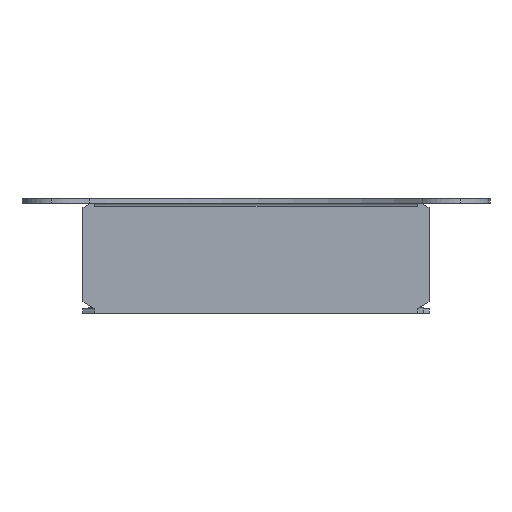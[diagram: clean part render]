
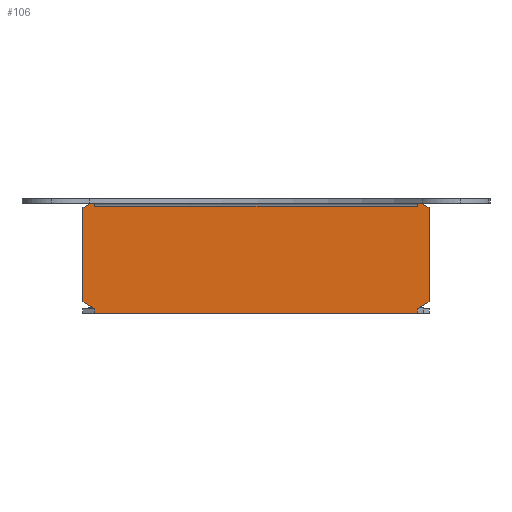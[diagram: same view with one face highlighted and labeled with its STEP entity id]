
A CAD part, front view. The second image highlights one B-rep face of the part: STEP entity #106.
In plain terms, the highlighted planar face has unit normal (0, -1, 0).
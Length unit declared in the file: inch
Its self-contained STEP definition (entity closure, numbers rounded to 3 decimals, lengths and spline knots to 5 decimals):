
#1 = VECTOR ( 'NONE', #1227, 39.37008 ) ;
#14 = VECTOR ( 'NONE', #340, 39.37008 ) ;
#42 = LINE ( 'NONE', #955, #1718 ) ;
#44 = VERTEX_POINT ( 'NONE', #1174 ) ;
#58 = LINE ( 'NONE', #366, #659 ) ;
#59 = EDGE_CURVE ( 'NONE', #1221, #1284, #761, .T. ) ;
#87 = CARTESIAN_POINT ( 'NONE',  ( 0.42015, -0.2617, 0. ) ) ;
#106 = ADVANCED_FACE ( 'NONE', ( #1095 ), #1384, .F. ) ;
#136 = LINE ( 'NONE', #727, #1405 ) ;
#188 = EDGE_CURVE ( 'NONE', #44, #867, #42, .T. ) ;
#217 = LINE ( 'NONE', #1075, #688 ) ;
#227 = LINE ( 'NONE', #264, #1073 ) ;
#255 = ORIENTED_EDGE ( 'NONE', *, *, #564, .F. ) ;
#264 = CARTESIAN_POINT ( 'NONE',  ( -0.38776, -0.2617, 0. ) ) ;
#308 = VERTEX_POINT ( 'NONE', #390 ) ;
#325 = DIRECTION ( 'NONE',  ( -0.866, 0., -0.5 ) ) ;
#340 = DIRECTION ( 'NONE',  ( -1., 0., 0. ) ) ;
#342 = CARTESIAN_POINT ( 'NONE',  ( -0.38776, -0.2617, 0.00591 ) ) ;
#365 = CARTESIAN_POINT ( 'NONE',  ( 0.44929, -0.2617, 0.26183 ) ) ;
#366 = CARTESIAN_POINT ( 'NONE',  ( -0.38776, -0.2617, -0.00591 ) ) ;
#372 = VERTEX_POINT ( 'NONE', #342 ) ;
#390 = CARTESIAN_POINT ( 'NONE',  ( -0.4169, -0.2617, 0.02273 ) ) ;
#409 = EDGE_CURVE ( 'NONE', #372, #308, #217, .T. ) ;
#410 = ORIENTED_EDGE ( 'NONE', *, *, #747, .T. ) ;
#412 = EDGE_CURVE ( 'NONE', #1378, #1507, #1533, .T. ) ;
#426 = EDGE_CURVE ( 'NONE', #496, #1422, #58, .T. ) ;
#496 = VERTEX_POINT ( 'NONE', #1265 ) ;
#514 = EDGE_CURVE ( 'NONE', #1378, #372, #227, .T. ) ;
#536 = DIRECTION ( 'NONE',  ( 0., 0., 1. ) ) ;
#564 = EDGE_CURVE ( 'NONE', #1133, #1221, #580, .T. ) ;
#580 = LINE ( 'NONE', #1329, #1316 ) ;
#583 = ORIENTED_EDGE ( 'NONE', *, *, #59, .F. ) ;
#607 = VECTOR ( 'NONE', #907, 39.37008 ) ;
#609 = DIRECTION ( 'NONE',  ( 0., 0., -1. ) ) ;
#610 = CARTESIAN_POINT ( 'NONE',  ( 0.10248, -0.2617, -0.1775 ) ) ;
#647 = CARTESIAN_POINT ( 'NONE',  ( 0., -0.2617, -0.00591 ) ) ;
#659 = VECTOR ( 'NONE', #944, 39.37008 ) ;
#660 = CARTESIAN_POINT ( 'NONE',  ( 0.44929, -0.2617, 0.25878 ) ) ;
#688 = VECTOR ( 'NONE', #1504, 39.37008 ) ;
#699 = EDGE_CURVE ( 'NONE', #44, #496, #1649, .T. ) ;
#708 = CARTESIAN_POINT ( 'NONE',  ( 0.42015, -0.2617, 0.27561 ) ) ;
#714 = CARTESIAN_POINT ( 'NONE',  ( 0.42015, -0.2617, 0.00591 ) ) ;
#718 = ORIENTED_EDGE ( 'NONE', *, *, #1339, .T. ) ;
#722 = CARTESIAN_POINT ( 'NONE',  ( -0.38776, -0.2617, -0.00591 ) ) ;
#727 = CARTESIAN_POINT ( 'NONE',  ( -0.21372, -0.2617, 0.37609 ) ) ;
#742 = VERTEX_POINT ( 'NONE', #1796 ) ;
#747 = EDGE_CURVE ( 'NONE', #1133, #867, #1642, .T. ) ;
#760 = LINE ( 'NONE', #1882, #1246 ) ;
#761 = LINE ( 'NONE', #610, #1659 ) ;
#810 = DIRECTION ( 'NONE',  ( 0., 0., 1. ) ) ;
#867 = VERTEX_POINT ( 'NONE', #708 ) ;
#907 = DIRECTION ( 'NONE',  ( -0.866, 0., 0.5 ) ) ;
#944 = DIRECTION ( 'NONE',  ( 0., 0., 1. ) ) ;
#949 = ORIENTED_EDGE ( 'NONE', *, *, #1631, .T. ) ;
#955 = CARTESIAN_POINT ( 'NONE',  ( 0.42015, -0.2617, -0.00591 ) ) ;
#980 = DIRECTION ( 'NONE',  ( 0., 0., 1. ) ) ;
#1024 = DIRECTION ( 'NONE',  ( -0.866, 0., -0.5 ) ) ;
#1073 = VECTOR ( 'NONE', #980, 39.37008 ) ;
#1075 = CARTESIAN_POINT ( 'NONE',  ( -0.09438, -0.2617, -0.16347 ) ) ;
#1095 = FACE_OUTER_BOUND ( 'NONE', #1785, .T. ) ;
#1109 = ORIENTED_EDGE ( 'NONE', *, *, #412, .T. ) ;
#1114 = VECTOR ( 'NONE', #536, 39.37008 ) ;
#1133 = VERTEX_POINT ( 'NONE', #660 ) ;
#1174 = CARTESIAN_POINT ( 'NONE',  ( 0.42015, -0.2617, 0.26183 ) ) ;
#1221 = VERTEX_POINT ( 'NONE', #1586 ) ;
#1227 = DIRECTION ( 'NONE',  ( 1., 0., 0. ) ) ;
#1232 = ORIENTED_EDGE ( 'NONE', *, *, #699, .T. ) ;
#1246 = VECTOR ( 'NONE', #609, 39.37008 ) ;
#1265 = CARTESIAN_POINT ( 'NONE',  ( -0.38776, -0.2617, 0.26183 ) ) ;
#1272 = ORIENTED_EDGE ( 'NONE', *, *, #409, .F. ) ;
#1284 = VERTEX_POINT ( 'NONE', #714 ) ;
#1316 = VECTOR ( 'NONE', #1745, 39.37008 ) ;
#1318 = ORIENTED_EDGE ( 'NONE', *, *, #1853, .T. ) ;
#1322 = CARTESIAN_POINT ( 'NONE',  ( -0.38776, -0.2617, 0.27561 ) ) ;
#1329 = CARTESIAN_POINT ( 'NONE',  ( 0.44929, -0.2617, 0. ) ) ;
#1339 = EDGE_CURVE ( 'NONE', #742, #308, #760, .T. ) ;
#1378 = VERTEX_POINT ( 'NONE', #722 ) ;
#1384 = PLANE ( 'NONE',  #1803 ) ;
#1396 = ORIENTED_EDGE ( 'NONE', *, *, #426, .T. ) ;
#1399 = DIRECTION ( 'NONE',  ( 1., 0., 0. ) ) ;
#1405 = VECTOR ( 'NONE', #1024, 39.37008 ) ;
#1422 = VERTEX_POINT ( 'NONE', #1322 ) ;
#1504 = DIRECTION ( 'NONE',  ( -0.866, 0., 0.5 ) ) ;
#1507 = VERTEX_POINT ( 'NONE', #1818 ) ;
#1517 = CARTESIAN_POINT ( 'NONE',  ( 0., -0.2617, 0.00591 ) ) ;
#1523 = CARTESIAN_POINT ( 'NONE',  ( 0.22182, -0.2617, 0.39011 ) ) ;
#1533 = LINE ( 'NONE', #647, #1 ) ;
#1536 = DIRECTION ( 'NONE',  ( 0., 1., 0. ) ) ;
#1550 = ORIENTED_EDGE ( 'NONE', *, *, #514, .F. ) ;
#1586 = CARTESIAN_POINT ( 'NONE',  ( 0.44929, -0.2617, 0.02273 ) ) ;
#1631 = EDGE_CURVE ( 'NONE', #1422, #742, #136, .T. ) ;
#1642 = LINE ( 'NONE', #1523, #607 ) ;
#1649 = LINE ( 'NONE', #365, #14 ) ;
#1659 = VECTOR ( 'NONE', #325, 39.37008 ) ;
#1678 = LINE ( 'NONE', #87, #1114 ) ;
#1718 = VECTOR ( 'NONE', #810, 39.37008 ) ;
#1745 = DIRECTION ( 'NONE',  ( 0., 0., -1. ) ) ;
#1751 = ORIENTED_EDGE ( 'NONE', *, *, #188, .F. ) ;
#1785 = EDGE_LOOP ( 'NONE', ( #1396, #949, #718, #1272, #1550, #1109, #1318, #583, #255, #410, #1751, #1232 ) ) ;
#1796 = CARTESIAN_POINT ( 'NONE',  ( -0.4169, -0.2617, 0.25878 ) ) ;
#1803 = AXIS2_PLACEMENT_3D ( 'NONE', #1517, #1536, #1399 ) ;
#1818 = CARTESIAN_POINT ( 'NONE',  ( 0.42015, -0.2617, -0.00591 ) ) ;
#1853 = EDGE_CURVE ( 'NONE', #1507, #1284, #1678, .T. ) ;
#1882 = CARTESIAN_POINT ( 'NONE',  ( -0.4169, -0.2617, 0. ) ) ;
